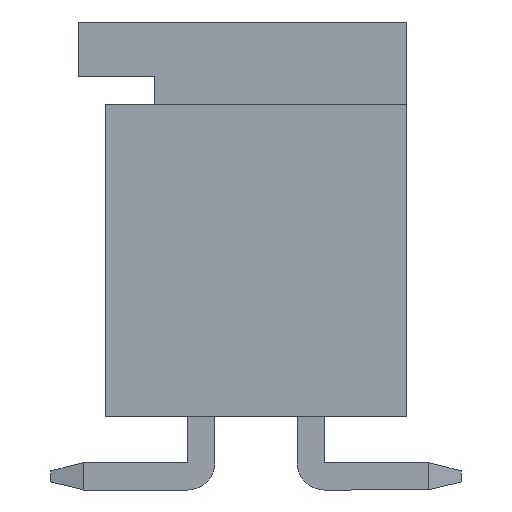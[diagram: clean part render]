
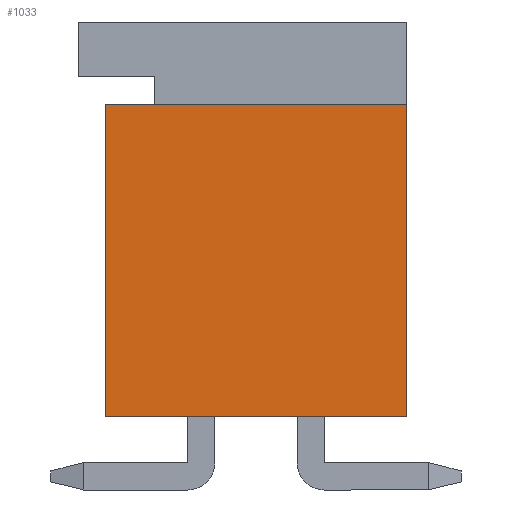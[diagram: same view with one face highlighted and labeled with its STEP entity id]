
A CAD part, left-side view. The second image highlights one B-rep face of the part: STEP entity #1033.
In plain terms, the highlighted planar face has unit normal (-1, 0, 0).
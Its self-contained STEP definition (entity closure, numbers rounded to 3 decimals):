
#1033 = ADVANCED_FACE( '', ( #2000 ), #2001, .T. );
#2000 = FACE_OUTER_BOUND( '', #3023, .T. );
#2001 = PLANE( '', #3024 );
#3023 = EDGE_LOOP( '', ( #5388, #5389, #5390, #5391 ) );
#3024 = AXIS2_PLACEMENT_3D( '', #5392, #5393, #5394 );
#5388 = ORIENTED_EDGE( '', *, *, #7305, .F. );
#5389 = ORIENTED_EDGE( '', *, *, #7394, .F. );
#5390 = ORIENTED_EDGE( '', *, *, #6586, .T. );
#5391 = ORIENTED_EDGE( '', *, *, #7562, .T. );
#5392 = CARTESIAN_POINT( '', ( -16.625, -2.75, -2.85 ) );
#5393 = DIRECTION( '', ( -1., 0., 0. ) );
#5394 = DIRECTION( '', ( 0., 0., 1. ) );
#6586 = EDGE_CURVE( '', #7863, #7861, #7864, .T. );
#7305 = EDGE_CURVE( '', #9049, #9051, #9052, .T. );
#7394 = EDGE_CURVE( '', #7863, #9049, #9176, .T. );
#7562 = EDGE_CURVE( '', #7861, #9051, #9404, .T. );
#7861 = VERTEX_POINT( '', #9754 );
#7863 = VERTEX_POINT( '', #9757 );
#7864 = LINE( '', #9758, #9759 );
#9049 = VERTEX_POINT( '', #11523 );
#9051 = VERTEX_POINT( '', #11526 );
#9052 = LINE( '', #11527, #11528 );
#9176 = LINE( '', #11722, #11723 );
#9404 = LINE( '', #12074, #12075 );
#9754 = CARTESIAN_POINT( '', ( -16.625, -2.75, 2.85 ) );
#9757 = CARTESIAN_POINT( '', ( -16.625, -2.75, -2.85 ) );
#9758 = CARTESIAN_POINT( '', ( -16.625, -2.75, -2.85 ) );
#9759 = VECTOR( '', #12496, 1000. );
#11523 = CARTESIAN_POINT( '', ( -16.625, 2.75, -2.85 ) );
#11526 = CARTESIAN_POINT( '', ( -16.625, 2.75, 2.85 ) );
#11527 = CARTESIAN_POINT( '', ( -16.625, 2.75, -2.85 ) );
#11528 = VECTOR( '', #13083, 1000. );
#11722 = CARTESIAN_POINT( '', ( -16.625, -2.75, -2.85 ) );
#11723 = VECTOR( '', #13154, 1000. );
#12074 = CARTESIAN_POINT( '', ( -16.625, -2.75, 2.85 ) );
#12075 = VECTOR( '', #13278, 1000. );
#12496 = DIRECTION( '', ( 0., 0., 1. ) );
#13083 = DIRECTION( '', ( 0., 0., 1. ) );
#13154 = DIRECTION( '', ( 0., 1., 0. ) );
#13278 = DIRECTION( '', ( 0., 1., 0. ) );
